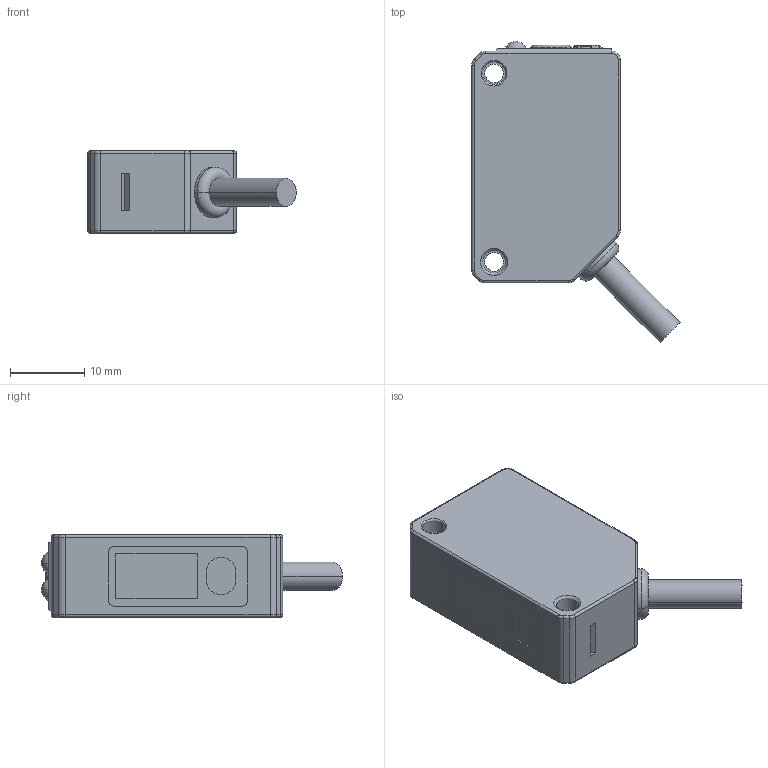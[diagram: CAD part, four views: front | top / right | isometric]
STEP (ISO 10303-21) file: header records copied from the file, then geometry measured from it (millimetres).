
FILE_DESCRIPTION((''),'2;1');
FILE_NAME('ELS-ZL','2018-12-19T',('Gavin'),(''),'PRO/ENGINEER BY PARAMETRIC TECHNOLOGY CORPORATION, 2009440','PRO/ENGINEER BY PARAMETRIC TECHNOLOGY CORPORATION, 2009440','');
FILE_SCHEMA(('CONFIG_CONTROL_DESIGN'));
Length unit declared in the file: millimetre
Products named in the file (1): ELS-ZL
Bounding box: 28.06 x 40.56 x 11.1 mm (x, y, z)
Volume: 6774.9 mm3; surface area: 2657.3 mm2
Topology: 1 solids, 1 shells, 226 faces, 584 edges, 375 vertices
Faces by surface type: plane 103, cylinder 88, torus 21, sphere 8, cone 6
Entity records: 6990 total; most frequent: CARTESIAN_POINT 1280, DIRECTION 1240, ORIENTED_EDGE 1160, EDGE_CURVE 580, AXIS2_PLACEMENT_3D 461, VERTEX_POINT 375, VECTOR 318, LINE 318
